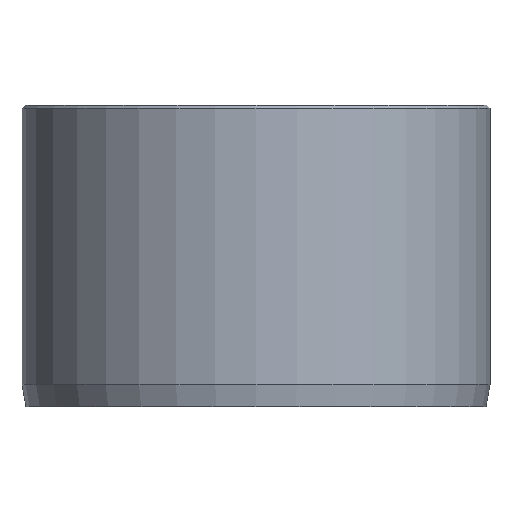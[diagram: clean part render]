
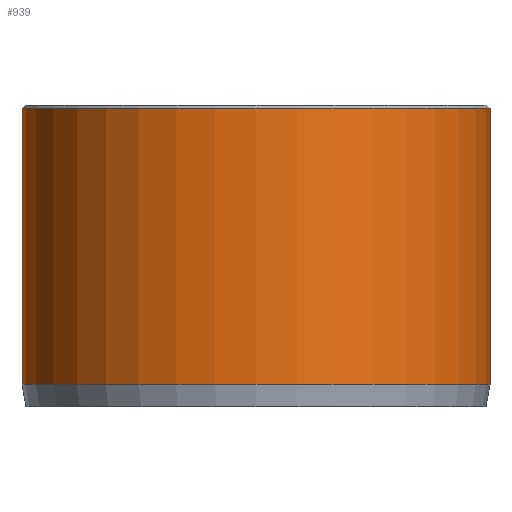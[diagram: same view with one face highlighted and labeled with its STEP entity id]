
A CAD part, front view. The second image highlights one B-rep face of the part: STEP entity #939.
In plain terms, the highlighted cylindrical face has radius 15.5 mm (diameter 31 mm), a partial arc.
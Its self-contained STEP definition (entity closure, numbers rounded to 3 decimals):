
#50 = ORIENTED_EDGE ( 'NONE', *, *, #808, .F. ) ;
#147 = ORIENTED_EDGE ( 'NONE', *, *, #982, .T. ) ;
#200 = ORIENTED_EDGE ( 'NONE', *, *, #1155, .T. ) ;
#224 = VERTEX_POINT ( 'NONE', #1106 ) ;
#239 = VECTOR ( 'NONE', #572, 1000. ) ;
#256 = VERTEX_POINT ( 'NONE', #816 ) ;
#291 = VERTEX_POINT ( 'NONE', #689 ) ;
#306 = AXIS2_PLACEMENT_3D ( 'NONE', #1181, #901, #990 ) ;
#339 = CARTESIAN_POINT ( 'NONE',  ( -15.5, 0., 1.5 ) ) ;
#381 = EDGE_LOOP ( 'NONE', ( #50, #985, #147, #200 ) ) ;
#400 = VERTEX_POINT ( 'NONE', #339 ) ;
#433 = DIRECTION ( 'NONE',  ( 0., 0., -1. ) ) ;
#552 = DIRECTION ( 'NONE',  ( 0., 0., 1. ) ) ;
#572 = DIRECTION ( 'NONE',  ( 0., 0., -1. ) ) ;
#600 = FACE_OUTER_BOUND ( 'NONE', #381, .T. ) ;
#612 = CARTESIAN_POINT ( 'NONE',  ( -15.5, 0., 20. ) ) ;
#647 = CIRCLE ( 'NONE', #894, 15.5 ) ;
#689 = CARTESIAN_POINT ( 'NONE',  ( -15.5, 0., 19.8 ) ) ;
#720 = DIRECTION ( 'NONE',  ( 0., 0., -1. ) ) ;
#730 = AXIS2_PLACEMENT_3D ( 'NONE', #1023, #433, #1129 ) ;
#790 = CIRCLE ( 'NONE', #730, 15.5 ) ;
#808 = EDGE_CURVE ( 'NONE', #224, #256, #1236, .T. ) ;
#816 = CARTESIAN_POINT ( 'NONE',  ( 15.5, 0., 1.5 ) ) ;
#818 = VECTOR ( 'NONE', #720, 1000. ) ;
#850 = CYLINDRICAL_SURFACE ( 'NONE', #306, 15.5 ) ;
#878 = CARTESIAN_POINT ( 'NONE',  ( 15.5, 0., 20. ) ) ;
#894 = AXIS2_PLACEMENT_3D ( 'NONE', #1144, #552, #1230 ) ;
#901 = DIRECTION ( 'NONE',  ( 0., 0., -1. ) ) ;
#939 = ADVANCED_FACE ( 'NONE', ( #600 ), #850, .T. ) ;
#982 = EDGE_CURVE ( 'NONE', #291, #400, #1092, .T. ) ;
#985 = ORIENTED_EDGE ( 'NONE', *, *, #1089, .T. ) ;
#990 = DIRECTION ( 'NONE',  ( -1., 0., 0. ) ) ;
#1023 = CARTESIAN_POINT ( 'NONE',  ( 0., 0., 19.8 ) ) ;
#1089 = EDGE_CURVE ( 'NONE', #224, #291, #790, .T. ) ;
#1092 = LINE ( 'NONE', #612, #818 ) ;
#1106 = CARTESIAN_POINT ( 'NONE',  ( 15.5, 0., 19.8 ) ) ;
#1129 = DIRECTION ( 'NONE',  ( 1., 0., 0. ) ) ;
#1144 = CARTESIAN_POINT ( 'NONE',  ( 0., 0., 1.5 ) ) ;
#1155 = EDGE_CURVE ( 'NONE', #400, #256, #647, .T. ) ;
#1181 = CARTESIAN_POINT ( 'NONE',  ( 0., 0., 20. ) ) ;
#1230 = DIRECTION ( 'NONE',  ( 1., 0., 0. ) ) ;
#1236 = LINE ( 'NONE', #878, #239 ) ;
